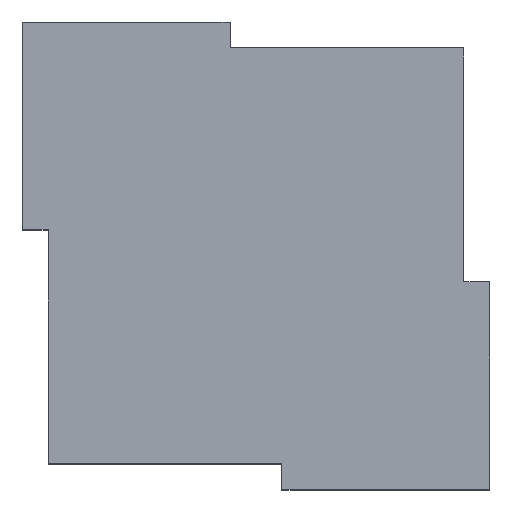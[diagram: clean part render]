
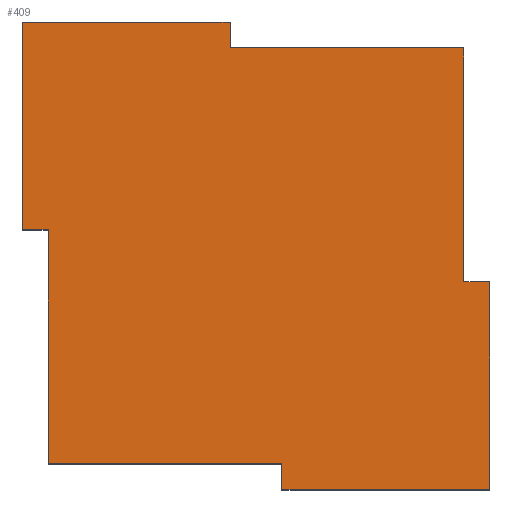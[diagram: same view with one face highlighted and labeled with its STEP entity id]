
A CAD part, top view. The second image highlights one B-rep face of the part: STEP entity #409.
In plain terms, the highlighted planar face has unit normal (0, 0, 1).
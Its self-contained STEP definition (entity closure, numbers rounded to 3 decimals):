
#24 = VERTEX_POINT('',#25);
#25 = CARTESIAN_POINT('',(11.43,-11.43,14.3));
#31 = EDGE_CURVE('',#24,#32,#34,.T.);
#32 = VERTEX_POINT('',#33);
#33 = CARTESIAN_POINT('',(11.43,-1.27,14.3));
#34 = LINE('',#35,#36);
#35 = CARTESIAN_POINT('',(11.43,-11.43,14.3));
#36 = VECTOR('',#37,1.);
#37 = DIRECTION('',(0.,1.,0.));
#62 = EDGE_CURVE('',#32,#63,#65,.T.);
#63 = VERTEX_POINT('',#64);
#64 = CARTESIAN_POINT('',(10.16,-1.27,14.3));
#65 = LINE('',#66,#67);
#66 = CARTESIAN_POINT('',(11.43,-1.27,14.3));
#67 = VECTOR('',#68,1.);
#68 = DIRECTION('',(-1.,0.,0.));
#93 = EDGE_CURVE('',#63,#94,#96,.T.);
#94 = VERTEX_POINT('',#95);
#95 = CARTESIAN_POINT('',(10.16,10.16,14.3));
#96 = LINE('',#97,#98);
#97 = CARTESIAN_POINT('',(10.16,-1.27,14.3));
#98 = VECTOR('',#99,1.);
#99 = DIRECTION('',(0.,1.,0.));
#124 = EDGE_CURVE('',#94,#125,#127,.T.);
#125 = VERTEX_POINT('',#126);
#126 = CARTESIAN_POINT('',(-1.27,10.16,14.3));
#127 = LINE('',#128,#129);
#128 = CARTESIAN_POINT('',(10.16,10.16,14.3));
#129 = VECTOR('',#130,1.);
#130 = DIRECTION('',(-1.,0.,0.));
#155 = EDGE_CURVE('',#125,#156,#158,.T.);
#156 = VERTEX_POINT('',#157);
#157 = CARTESIAN_POINT('',(-1.27,11.43,14.3));
#158 = LINE('',#159,#160);
#159 = CARTESIAN_POINT('',(-1.27,10.16,14.3));
#160 = VECTOR('',#161,1.);
#161 = DIRECTION('',(0.,1.,0.));
#186 = EDGE_CURVE('',#156,#187,#189,.T.);
#187 = VERTEX_POINT('',#188);
#188 = CARTESIAN_POINT('',(-11.43,11.43,14.3));
#189 = LINE('',#190,#191);
#190 = CARTESIAN_POINT('',(-1.27,11.43,14.3));
#191 = VECTOR('',#192,1.);
#192 = DIRECTION('',(-1.,0.,0.));
#217 = EDGE_CURVE('',#187,#218,#220,.T.);
#218 = VERTEX_POINT('',#219);
#219 = CARTESIAN_POINT('',(-11.43,1.27,14.3));
#220 = LINE('',#221,#222);
#221 = CARTESIAN_POINT('',(-11.43,11.43,14.3));
#222 = VECTOR('',#223,1.);
#223 = DIRECTION('',(0.,-1.,0.));
#248 = EDGE_CURVE('',#218,#249,#251,.T.);
#249 = VERTEX_POINT('',#250);
#250 = CARTESIAN_POINT('',(-10.16,1.27,14.3));
#251 = LINE('',#252,#253);
#252 = CARTESIAN_POINT('',(-11.43,1.27,14.3));
#253 = VECTOR('',#254,1.);
#254 = DIRECTION('',(1.,0.,0.));
#279 = EDGE_CURVE('',#249,#280,#282,.T.);
#280 = VERTEX_POINT('',#281);
#281 = CARTESIAN_POINT('',(-10.16,-10.16,14.3));
#282 = LINE('',#283,#284);
#283 = CARTESIAN_POINT('',(-10.16,1.27,14.3));
#284 = VECTOR('',#285,1.);
#285 = DIRECTION('',(0.,-1.,0.));
#310 = EDGE_CURVE('',#280,#311,#313,.T.);
#311 = VERTEX_POINT('',#312);
#312 = CARTESIAN_POINT('',(1.27,-10.16,14.3));
#313 = LINE('',#314,#315);
#314 = CARTESIAN_POINT('',(-10.16,-10.16,14.3));
#315 = VECTOR('',#316,1.);
#316 = DIRECTION('',(1.,0.,0.));
#341 = EDGE_CURVE('',#311,#342,#344,.T.);
#342 = VERTEX_POINT('',#343);
#343 = CARTESIAN_POINT('',(1.27,-11.43,14.3));
#344 = LINE('',#345,#346);
#345 = CARTESIAN_POINT('',(1.27,-10.16,14.3));
#346 = VECTOR('',#347,1.);
#347 = DIRECTION('',(0.,-1.,0.));
#372 = EDGE_CURVE('',#342,#24,#373,.T.);
#373 = LINE('',#374,#375);
#374 = CARTESIAN_POINT('',(1.27,-11.43,14.3));
#375 = VECTOR('',#376,1.);
#376 = DIRECTION('',(1.,0.,0.));
#409 = ADVANCED_FACE('',(#410),#424,.T.);
#410 = FACE_BOUND('',#411,.T.);
#411 = EDGE_LOOP('',(#412,#413,#414,#415,#416,#417,#418,#419,#420,#421,
    #422,#423));
#412 = ORIENTED_EDGE('',*,*,#31,.T.);
#413 = ORIENTED_EDGE('',*,*,#62,.T.);
#414 = ORIENTED_EDGE('',*,*,#93,.T.);
#415 = ORIENTED_EDGE('',*,*,#124,.T.);
#416 = ORIENTED_EDGE('',*,*,#155,.T.);
#417 = ORIENTED_EDGE('',*,*,#186,.T.);
#418 = ORIENTED_EDGE('',*,*,#217,.T.);
#419 = ORIENTED_EDGE('',*,*,#248,.T.);
#420 = ORIENTED_EDGE('',*,*,#279,.T.);
#421 = ORIENTED_EDGE('',*,*,#310,.T.);
#422 = ORIENTED_EDGE('',*,*,#341,.T.);
#423 = ORIENTED_EDGE('',*,*,#372,.T.);
#424 = PLANE('',#425);
#425 = AXIS2_PLACEMENT_3D('',#426,#427,#428);
#426 = CARTESIAN_POINT('',(0.,0.,14.3)
  );
#427 = DIRECTION('',(0.,0.,1.));
#428 = DIRECTION('',(0.,1.,0.));
